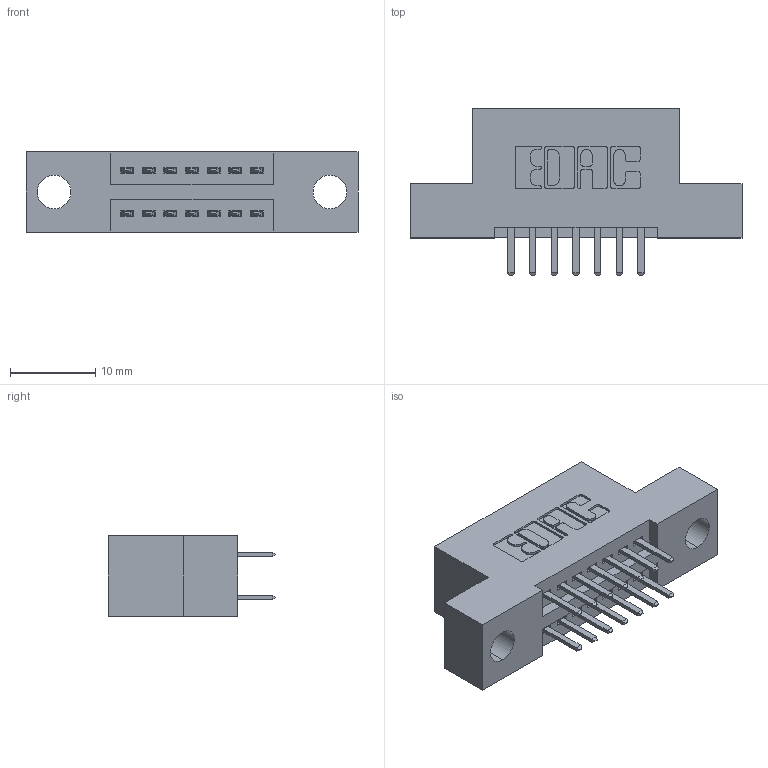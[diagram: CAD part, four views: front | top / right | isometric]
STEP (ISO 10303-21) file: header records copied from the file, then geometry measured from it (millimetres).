
FILE_DESCRIPTION (( 'STEP AP203' ), '1' );
FILE_NAME ('395-014-520-204.STEP', '2021-06-14T17:50:50', ( '' ), ( '' ), 'SwSTEP 2.0', 'SolidWorks 2020', '' );
FILE_SCHEMA (( 'CONFIG_CONTROL_DESIGN' ));
Length unit declared in the file: inch
Products named in the file (3): 345-292-001_345-293-120; 345 Part_Flush Mounting Lugs - 0.156 Dia-TI; 395-014-520-204
Assembly tree (15 placements, depth 2):
  395-014-520-204
    345 Part_Flush Mounting Lugs - 0.156 Dia-TI
    345-292-001_345-293-120  x14
Bounding box: 38.99 x 19.68 x 9.4 mm (x, y, z)
Volume: 3350.4 mm3; surface area: 4113.1 mm2
Topology: 15 solids, 15 shells, 896 faces, 2575 edges, 1678 vertices
Faces by surface type: plane 584, cylinder 312
Entity records: 10737 total; most frequent: CARTESIAN_POINT 1850, ORIENTED_EDGE 1770, DIRECTION 1661, EDGE_CURVE 885, VECTOR 721, LINE 721, VERTEX_POINT 586, AXIS2_PLACEMENT_3D 470
